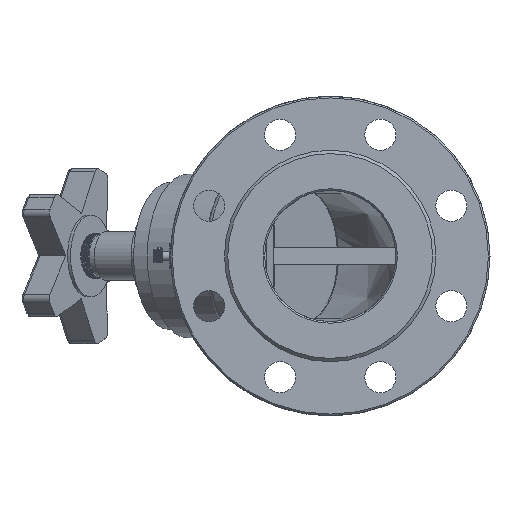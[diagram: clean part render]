
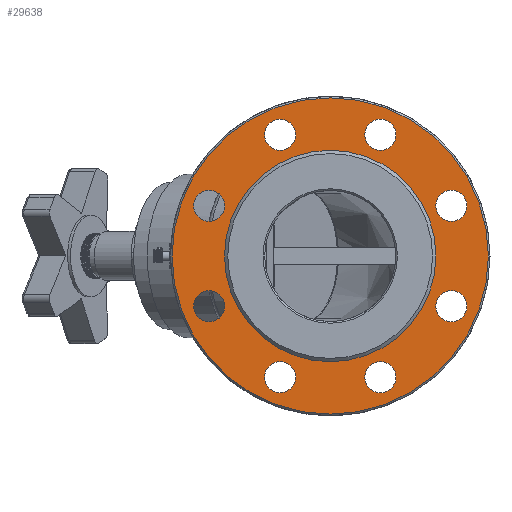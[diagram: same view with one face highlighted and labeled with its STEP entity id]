
A CAD part, left-side view. The second image highlights one B-rep face of the part: STEP entity #29638.
In plain terms, the highlighted planar face has unit normal (-1, 0, 0).
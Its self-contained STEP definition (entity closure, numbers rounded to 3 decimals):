
#330=FACE_BOUND('',#7494,.T.);
#331=FACE_BOUND('',#7495,.T.);
#332=FACE_BOUND('',#7496,.T.);
#333=FACE_BOUND('',#7497,.T.);
#334=FACE_BOUND('',#7498,.T.);
#335=FACE_BOUND('',#7499,.T.);
#336=FACE_BOUND('',#7500,.T.);
#337=FACE_BOUND('',#7501,.T.);
#338=FACE_BOUND('',#7502,.T.);
#1148=CIRCLE('',#32191,96.5);
#1149=CIRCLE('',#32193,64.5);
#1150=CIRCLE('',#32194,9.5);
#1151=CIRCLE('',#32195,9.5);
#1152=CIRCLE('',#32196,9.5);
#1153=CIRCLE('',#32197,9.5);
#1154=CIRCLE('',#32198,9.5);
#1155=CIRCLE('',#32199,9.5);
#1156=CIRCLE('',#32200,9.5);
#1157=CIRCLE('',#32201,9.5);
#2259=PLANE('',#32192);
#5792=FACE_OUTER_BOUND('',#7493,.T.);
#7493=EDGE_LOOP('',(#25923));
#7494=EDGE_LOOP('',(#25924));
#7495=EDGE_LOOP('',(#25925));
#7496=EDGE_LOOP('',(#25926));
#7497=EDGE_LOOP('',(#25927));
#7498=EDGE_LOOP('',(#25928));
#7499=EDGE_LOOP('',(#25929));
#7500=EDGE_LOOP('',(#25930));
#7501=EDGE_LOOP('',(#25931));
#7502=EDGE_LOOP('',(#25932));
#15335=VERTEX_POINT('',#48974);
#15336=VERTEX_POINT('',#48978);
#15337=VERTEX_POINT('',#48980);
#15338=VERTEX_POINT('',#48982);
#15339=VERTEX_POINT('',#48984);
#15340=VERTEX_POINT('',#48986);
#15341=VERTEX_POINT('',#48988);
#15342=VERTEX_POINT('',#48990);
#15343=VERTEX_POINT('',#48992);
#15344=VERTEX_POINT('',#48994);
#18911=EDGE_CURVE('',#15335,#15335,#1148,.T.);
#18912=EDGE_CURVE('',#15336,#15336,#1149,.T.);
#18913=EDGE_CURVE('',#15337,#15337,#1150,.T.);
#18914=EDGE_CURVE('',#15338,#15338,#1151,.T.);
#18915=EDGE_CURVE('',#15339,#15339,#1152,.T.);
#18916=EDGE_CURVE('',#15340,#15340,#1153,.T.);
#18917=EDGE_CURVE('',#15341,#15341,#1154,.T.);
#18918=EDGE_CURVE('',#15342,#15342,#1155,.T.);
#18919=EDGE_CURVE('',#15343,#15343,#1156,.T.);
#18920=EDGE_CURVE('',#15344,#15344,#1157,.T.);
#25923=ORIENTED_EDGE('',*,*,#18911,.F.);
#25924=ORIENTED_EDGE('',*,*,#18912,.F.);
#25925=ORIENTED_EDGE('',*,*,#18913,.F.);
#25926=ORIENTED_EDGE('',*,*,#18914,.F.);
#25927=ORIENTED_EDGE('',*,*,#18915,.F.);
#25928=ORIENTED_EDGE('',*,*,#18916,.F.);
#25929=ORIENTED_EDGE('',*,*,#18917,.F.);
#25930=ORIENTED_EDGE('',*,*,#18918,.F.);
#25931=ORIENTED_EDGE('',*,*,#18919,.F.);
#25932=ORIENTED_EDGE('',*,*,#18920,.F.);
#29638=ADVANCED_FACE('',(#5792,#330,#331,#332,#333,#334,#335,#336,#337,
#338),#2259,.F.);
#32191=AXIS2_PLACEMENT_3D('',#48976,#38567,#38568);
#32192=AXIS2_PLACEMENT_3D('',#48977,#38569,#38570);
#32193=AXIS2_PLACEMENT_3D('',#48979,#38571,#38572);
#32194=AXIS2_PLACEMENT_3D('',#48981,#38573,#38574);
#32195=AXIS2_PLACEMENT_3D('',#48983,#38575,#38576);
#32196=AXIS2_PLACEMENT_3D('',#48985,#38577,#38578);
#32197=AXIS2_PLACEMENT_3D('',#48987,#38579,#38580);
#32198=AXIS2_PLACEMENT_3D('',#48989,#38581,#38582);
#32199=AXIS2_PLACEMENT_3D('',#48991,#38583,#38584);
#32200=AXIS2_PLACEMENT_3D('',#48993,#38585,#38586);
#32201=AXIS2_PLACEMENT_3D('',#48995,#38587,#38588);
#38567=DIRECTION('center_axis',(1.,0.,0.));
#38568=DIRECTION('ref_axis',(0.,-1.,0.));
#38569=DIRECTION('center_axis',(1.,0.,0.));
#38570=DIRECTION('ref_axis',(0.,0.,-1.));
#38571=DIRECTION('center_axis',(-1.,0.,0.));
#38572=DIRECTION('ref_axis',(0.,0.,-1.));
#38573=DIRECTION('center_axis',(-1.,0.,0.));
#38574=DIRECTION('ref_axis',(0.,-1.,0.));
#38575=DIRECTION('center_axis',(-1.,0.,0.));
#38576=DIRECTION('ref_axis',(0.,-1.,0.));
#38577=DIRECTION('center_axis',(-1.,0.,0.));
#38578=DIRECTION('ref_axis',(0.,-1.,0.));
#38579=DIRECTION('center_axis',(-1.,0.,0.));
#38580=DIRECTION('ref_axis',(0.,-1.,0.));
#38581=DIRECTION('center_axis',(-1.,0.,0.));
#38582=DIRECTION('ref_axis',(0.,-1.,0.));
#38583=DIRECTION('center_axis',(-1.,0.,0.));
#38584=DIRECTION('ref_axis',(0.,-1.,0.));
#38585=DIRECTION('center_axis',(-1.,0.,0.));
#38586=DIRECTION('ref_axis',(0.,-1.,0.));
#38587=DIRECTION('center_axis',(-1.,0.,0.));
#38588=DIRECTION('ref_axis',(0.,-1.,0.));
#48974=CARTESIAN_POINT('',(0.,96.5,0.));
#48976=CARTESIAN_POINT('Origin',(0.,0.,0.));
#48977=CARTESIAN_POINT('Origin',(0.,0.,0.));
#48978=CARTESIAN_POINT('',(0.,0.,64.5));
#48979=CARTESIAN_POINT('Origin',(0.,0.,0.));
#48980=CARTESIAN_POINT('',(0.,83.41,-30.615));
#48981=CARTESIAN_POINT('Origin',(0.,73.91,-30.615));
#48982=CARTESIAN_POINT('',(0.,83.41,30.615));
#48983=CARTESIAN_POINT('Origin',(0.,73.91,30.615));
#48984=CARTESIAN_POINT('',(0.,40.115,73.91));
#48985=CARTESIAN_POINT('Origin',(0.,30.615,73.91));
#48986=CARTESIAN_POINT('',(0.,-21.115,73.91));
#48987=CARTESIAN_POINT('Origin',(0.,-30.615,73.91));
#48988=CARTESIAN_POINT('',(0.,-64.41,30.615));
#48989=CARTESIAN_POINT('Origin',(0.,-73.91,30.615));
#48990=CARTESIAN_POINT('',(0.,-64.41,-30.615));
#48991=CARTESIAN_POINT('Origin',(0.,-73.91,-30.615));
#48992=CARTESIAN_POINT('',(0.,-21.115,-73.91));
#48993=CARTESIAN_POINT('Origin',(0.,-30.615,-73.91));
#48994=CARTESIAN_POINT('',(0.,40.115,-73.91));
#48995=CARTESIAN_POINT('Origin',(0.,30.615,-73.91));
